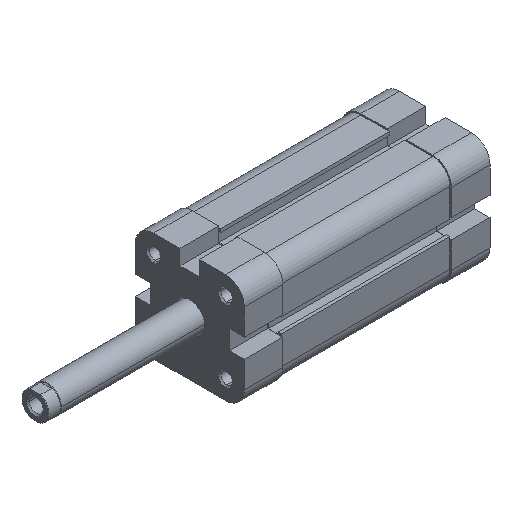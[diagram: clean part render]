
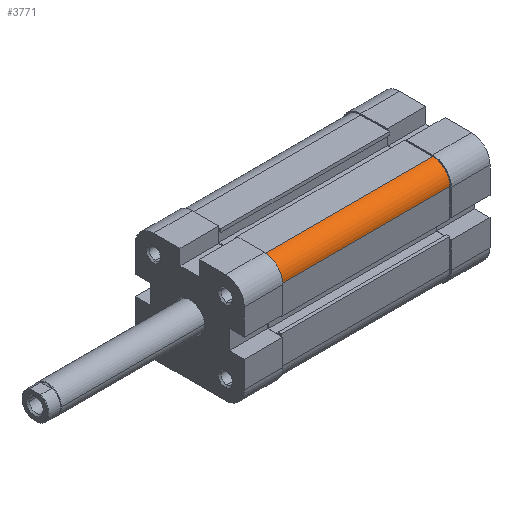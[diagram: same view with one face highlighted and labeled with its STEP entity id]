
A CAD part, isometric view. The second image highlights one B-rep face of the part: STEP entity #3771.
In plain terms, the highlighted cylindrical face has radius 6.25 mm (diameter 12.5 mm), a partial arc.
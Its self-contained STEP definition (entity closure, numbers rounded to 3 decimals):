
#74 = VERTEX_POINT ( 'NONE', #2590 ) ;
#988 = FACE_OUTER_BOUND ( 'NONE', #6127, .T. ) ;
#990 = CYLINDRICAL_SURFACE ( 'NONE', #1760, 6.25 ) ;
#1760 = AXIS2_PLACEMENT_3D ( 'NONE', #4692, #4681, #4684 ) ;
#1906 = AXIS2_PLACEMENT_3D ( 'NONE', #3313, #3315, #3316 ) ;
#1926 = AXIS2_PLACEMENT_3D ( 'NONE', #3507, #3516, #3517 ) ;
#1987 = VERTEX_POINT ( 'NONE', #4322 ) ;
#2590 = CARTESIAN_POINT ( 'NONE',  ( 38.5, 6.25, -61. ) ) ;
#3210 = CARTESIAN_POINT ( 'NONE',  ( 32.25, 0., 0. ) ) ;
#3302 = CARTESIAN_POINT ( 'NONE',  ( 32.25, 0., -61. ) ) ;
#3303 = DIRECTION ( 'NONE',  ( 0., 0., 1. ) ) ;
#3313 = CARTESIAN_POINT ( 'NONE',  ( 32.25, 6.25, 0. ) ) ;
#3315 = DIRECTION ( 'NONE',  ( 0., 0., 1. ) ) ;
#3316 = DIRECTION ( 'NONE',  ( 1., 0., 0. ) ) ;
#3452 = CARTESIAN_POINT ( 'NONE',  ( 38.5, 6.25, -61. ) ) ;
#3453 = DIRECTION ( 'NONE',  ( 0., 0., 1. ) ) ;
#3507 = CARTESIAN_POINT ( 'NONE',  ( 32.25, 6.25, -61. ) ) ;
#3516 = DIRECTION ( 'NONE',  ( 0., 0., 1. ) ) ;
#3517 = DIRECTION ( 'NONE',  ( 1., 0., 0. ) ) ;
#3559 = CARTESIAN_POINT ( 'NONE',  ( 38.5, 6.25, 0. ) ) ;
#3771 = ADVANCED_FACE ( 'NONE', ( #988 ), #990, .T. ) ;
#3912 = VERTEX_POINT ( 'NONE', #3210 ) ;
#4322 = CARTESIAN_POINT ( 'NONE',  ( 32.25, 0., -61. ) ) ;
#4681 = DIRECTION ( 'NONE',  ( 0., 0., 1. ) ) ;
#4684 = DIRECTION ( 'NONE',  ( 1., 0., 0. ) ) ;
#4692 = CARTESIAN_POINT ( 'NONE',  ( 32.25, 6.25, -61. ) ) ;
#5350 = LINE ( 'NONE', #3302, #5351 ) ;
#5351 = VECTOR ( 'NONE', #3303, 1000. ) ;
#5362 = CIRCLE ( 'NONE', #1906, 6.25 ) ;
#5418 = LINE ( 'NONE', #3452, #5423 ) ;
#5423 = VECTOR ( 'NONE', #3453, 1000. ) ;
#5468 = CIRCLE ( 'NONE', #1926, 6.25 ) ;
#5564 = EDGE_CURVE ( 'NONE', #1987, #3912, #5350, .T. ) ;
#5570 = EDGE_CURVE ( 'NONE', #3912, #5700, #5362, .T. ) ;
#5620 = EDGE_CURVE ( 'NONE', #74, #5700, #5418, .T. ) ;
#5646 = EDGE_CURVE ( 'NONE', #1987, #74, #5468, .T. ) ;
#5700 = VERTEX_POINT ( 'NONE', #3559 ) ;
#6127 = EDGE_LOOP ( 'NONE', ( #6374, #6373, #6372, #6371 ) ) ;
#6371 = ORIENTED_EDGE ( 'NONE', *, *, #5620, .T. ) ;
#6372 = ORIENTED_EDGE ( 'NONE', *, *, #5646, .T. ) ;
#6373 = ORIENTED_EDGE ( 'NONE', *, *, #5564, .F. ) ;
#6374 = ORIENTED_EDGE ( 'NONE', *, *, #5570, .F. ) ;
